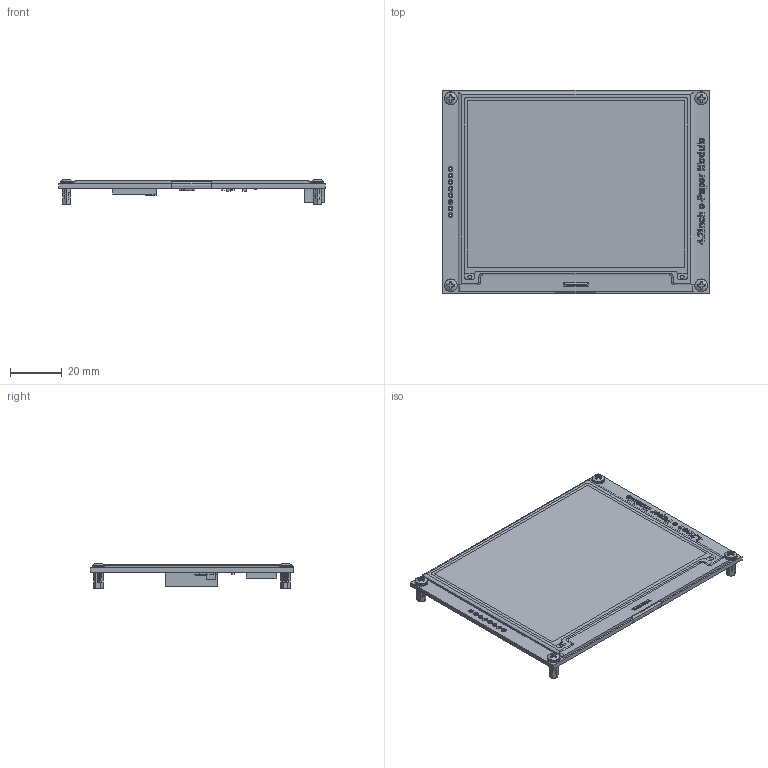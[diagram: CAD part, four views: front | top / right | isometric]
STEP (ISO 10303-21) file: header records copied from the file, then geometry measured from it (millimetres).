
FILE_DESCRIPTION(/* description */ (''),/* implementation_level */ '2;1');
FILE_NAME(/* name */ 'Waveshare 4.2inch e-Paper Module.step',/* time_stamp */ '2020-08-21T14:00:11+10:00',/* author */ (''),/* organization */ (''),/* preprocessor_version */ 'ST-DEVELOPER v18.1',/* originating_system */ 'Autodesk Translation Framework v9.3.0.1241',/* authorisation */ '');
FILE_SCHEMA (('AUTOMOTIVE_DESIGN { 1 0 10303 214 3 1 1 }'));
Products named in the file (6): Waveshare 4.2" e-Paper Module; Waveshare 4.2 E-Ink - Display folded cable; PCB; Screws&Nuts; 90268A201; 91772A030
Assembly tree (11 placements, depth 3):
  Waveshare 4.2" e-Paper Module
    Waveshare 4.2 E-Ink - Display folded cable
    PCB
    Screws&Nuts
      90268A201  x4
      91772A030  x4
Bounding box: 103 x 78.59 x 9.79 mm (x, y, z)
Volume: 24347.6 mm3; surface area: 33738 mm2
Topology: 11 solids, 19 shells, 2075 faces, 5488 edges, 3637 vertices
Faces by surface type: plane 942, bspline 654, cylinder 387, cone 80, torus 8, sphere 4
Full cylindrical faces by diameter (mm): 0.828 x8, 1.112 x64, 1.497 x2, 1.524 x72, 1.818 x14, 1.819 x2, 1.925 x52, 2.515 x48, 3 x4, 4.902 x4, 5 x8
Entity records: 64095 total; most frequent: CARTESIAN_POINT 26716, ORIENTED_EDGE 8738, DIRECTION 5244, EDGE_CURVE 4369, VERTEX_POINT 2905, LINE 2714, VECTOR 2714, EDGE_LOOP 1876
